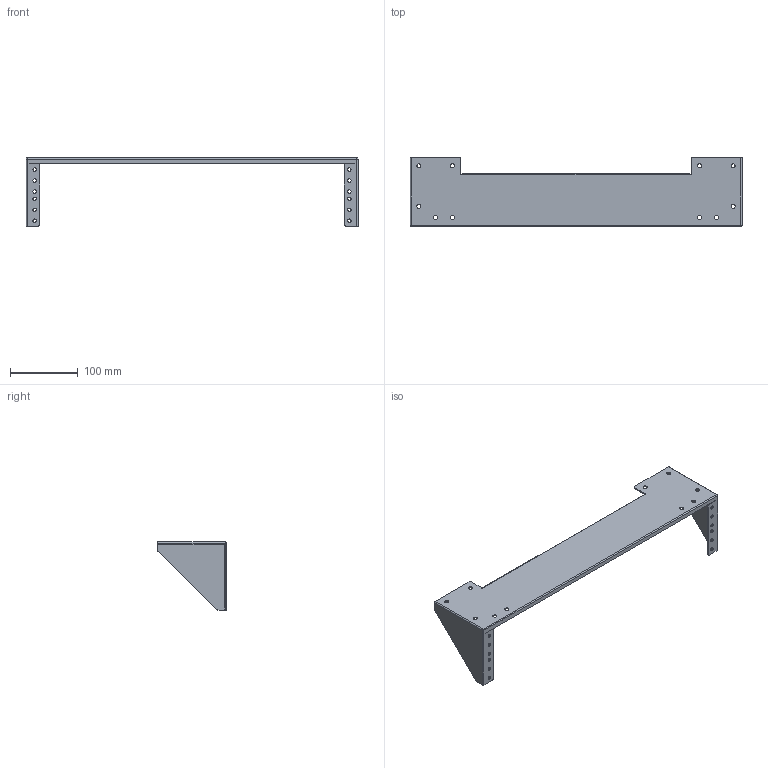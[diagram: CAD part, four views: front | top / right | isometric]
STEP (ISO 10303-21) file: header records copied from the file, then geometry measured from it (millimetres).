
FILE_DESCRIPTION (( 'STEP AP214' ), '1' );
FILE_NAME ('RP00002-2.STEP', '2019-08-20T20:51:07', ( '' ), ( '' ), 'SwSTEP 2.0', 'SolidWorks 2018', '' );
FILE_SCHEMA (( 'AUTOMOTIVE_DESIGN' ));
Length unit declared in the file: inch
Products named in the file (1): RP00002-2
Bounding box: 488.95 x 101.6 x 100.2 mm (x, y, z)
Volume: 95430.6 mm3; surface area: 126998.8 mm2
Topology: 1 solids, 1 shells, 156 faces, 392 edges, 246 vertices
Faces by surface type: cylinder 88, plane 40, torus 24, sphere 4
Entity records: 4840 total; most frequent: DIRECTION 926, CARTESIAN_POINT 791, ORIENTED_EDGE 776, EDGE_CURVE 388, AXIS2_PLACEMENT_3D 381, VERTEX_POINT 246, CIRCLE 224, EDGE_LOOP 212
